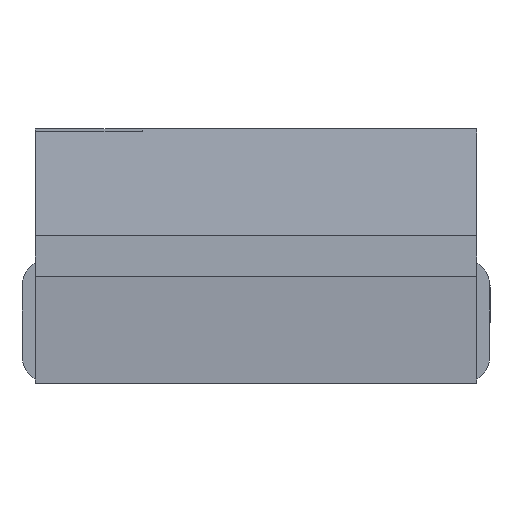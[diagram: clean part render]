
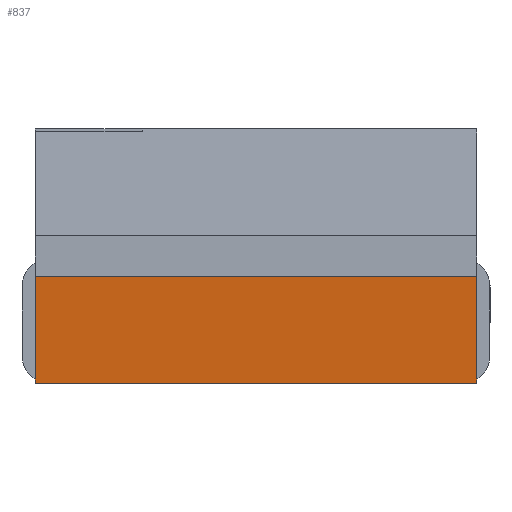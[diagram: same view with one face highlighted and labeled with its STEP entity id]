
A CAD part, front view. The second image highlights one B-rep face of the part: STEP entity #837.
In plain terms, the highlighted planar face has unit normal (0, -0.996, -0.087).
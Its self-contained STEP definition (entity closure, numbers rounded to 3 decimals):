
#565 = VERTEX_POINT ( 'NONE', #1756 ) ;
#567 = EDGE_CURVE ( 'NONE', #565, #568, #1755, .T. ) ;
#568 = VERTEX_POINT ( 'NONE', #1751 ) ;
#655 = EDGE_CURVE ( 'NONE', #568, #773, #1932, .T. ) ;
#752 = EDGE_CURVE ( 'NONE', #754, #565, #2251, .T. ) ;
#753 = EDGE_CURVE ( 'NONE', #773, #754, #2247, .T. ) ;
#754 = VERTEX_POINT ( 'NONE', #2243 ) ;
#773 = VERTEX_POINT ( 'NONE', #2278 ) ;
#809 = EDGE_LOOP ( 'NONE', ( #810, #811, #812, #813 ) ) ;
#810 = ORIENTED_EDGE ( 'NONE', *, *, #753, .F. ) ;
#811 = ORIENTED_EDGE ( 'NONE', *, *, #655, .F. ) ;
#812 = ORIENTED_EDGE ( 'NONE', *, *, #567, .F. ) ;
#813 = ORIENTED_EDGE ( 'NONE', *, *, #752, .F. ) ;
#837 = ADVANCED_FACE ( 'NONE', ( #2363 ), #2348, .F. ) ;
#1751 = CARTESIAN_POINT ( 'NONE',  ( 1.65, -1.33, 0. ) ) ;
#1752 = DIRECTION ( 'NONE',  ( 0., 0.087, -0.996 ) ) ;
#1753 = VECTOR ( 'NONE', #1752, 1000. ) ;
#1754 = CARTESIAN_POINT ( 'NONE',  ( 1.65, -1.4, 0.8 ) ) ;
#1755 = LINE ( 'NONE', #1754, #1753 ) ;
#1756 = CARTESIAN_POINT ( 'NONE',  ( 1.65, -1.4, 0.8 ) ) ;
#1929 = DIRECTION ( 'NONE',  ( -1., 0., 0. ) ) ;
#1930 = VECTOR ( 'NONE', #1929, 1000. ) ;
#1931 = CARTESIAN_POINT ( 'NONE',  ( -1.65, -1.33, 0. ) ) ;
#1932 = LINE ( 'NONE', #1931, #1930 ) ;
#2243 = CARTESIAN_POINT ( 'NONE',  ( -1.65, -1.4, 0.8 ) ) ;
#2244 = DIRECTION ( 'NONE',  ( 0., -0.087, 0.996 ) ) ;
#2245 = VECTOR ( 'NONE', #2244, 1000. ) ;
#2246 = CARTESIAN_POINT ( 'NONE',  ( -1.65, -1.4, 0.8 ) ) ;
#2247 = LINE ( 'NONE', #2246, #2245 ) ;
#2248 = DIRECTION ( 'NONE',  ( 1., 0., 0. ) ) ;
#2249 = VECTOR ( 'NONE', #2248, 1000. ) ;
#2250 = CARTESIAN_POINT ( 'NONE',  ( -1.65, -1.4, 0.8 ) ) ;
#2251 = LINE ( 'NONE', #2250, #2249 ) ;
#2278 = CARTESIAN_POINT ( 'NONE',  ( -1.65, -1.33, 0. ) ) ;
#2344 = DIRECTION ( 'NONE',  ( 0., -0.087, 0.996 ) ) ;
#2345 = DIRECTION ( 'NONE',  ( 0., 0.996, 0.087 ) ) ;
#2346 = CARTESIAN_POINT ( 'NONE',  ( -1.65, -1.4, 0.8 ) ) ;
#2347 = AXIS2_PLACEMENT_3D ( 'NONE', #2346, #2345, #2344 ) ;
#2348 = PLANE ( 'NONE',  #2347 ) ;
#2363 = FACE_OUTER_BOUND ( 'NONE', #809, .T. ) ;
